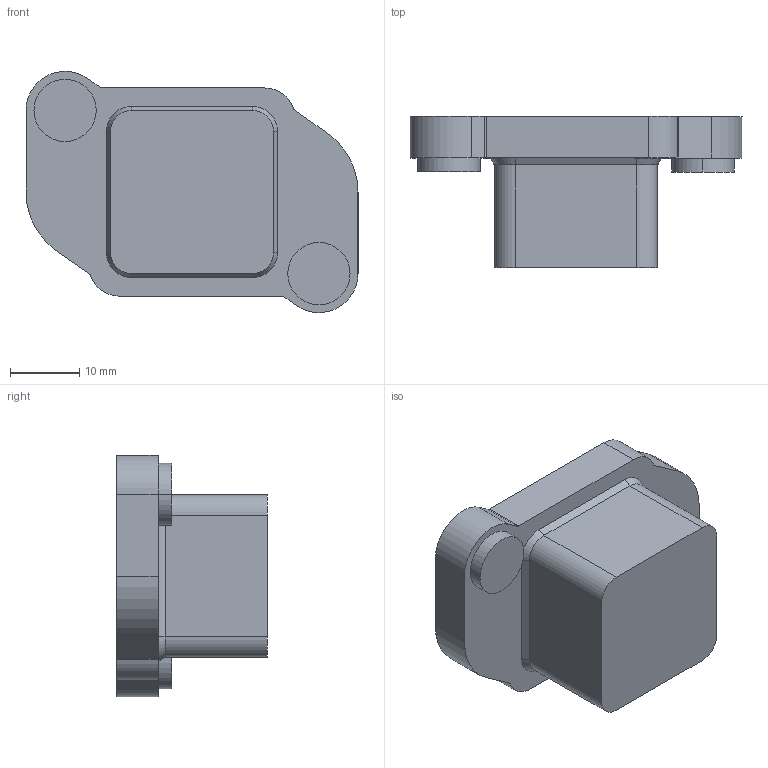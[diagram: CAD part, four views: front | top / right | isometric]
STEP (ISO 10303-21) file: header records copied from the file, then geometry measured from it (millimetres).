
FILE_DESCRIPTION(('Creo Elements/Direct Modeling STEP Export'),'2;1');
FILE_NAME('CGKCP MB.stp','2012-11-06T13:14:33',(''),(''),'Creo Elements/Direct Modeling STEP processor for AP214 (Solid Model)','Creo Elements/Direct Modeling 18.0B 02-Dec-2011 (C) Parametric Technology GmbH','');
FILE_SCHEMA(('AUTOMOTIVE_DESIGN { 1 0 10303 214 1 1 1 1 }'));
Length unit declared in the file: millimetre
Products named in the file (2): 54055
Assembly tree (1 placements, depth 2):
  54055
    54055
Bounding box: 48 x 21.8 x 34.88 mm (x, y, z)
Volume: 10806.8 mm3; surface area: 5797.1 mm2
Topology: 1 solids, 1 shells, 68 faces, 176 edges, 116 vertices
Faces by surface type: plane 32, cylinder 32, cone 4
Entity records: 2085 total; most frequent: DIRECTION 364, ORIENTED_EDGE 352, CARTESIAN_POINT 350, EDGE_CURVE 176, AXIS2_PLACEMENT_3D 130, VERTEX_POINT 116, VECTOR 104, LINE 104
